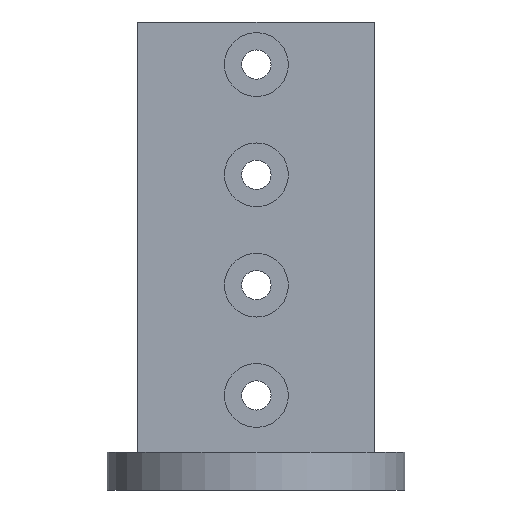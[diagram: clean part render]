
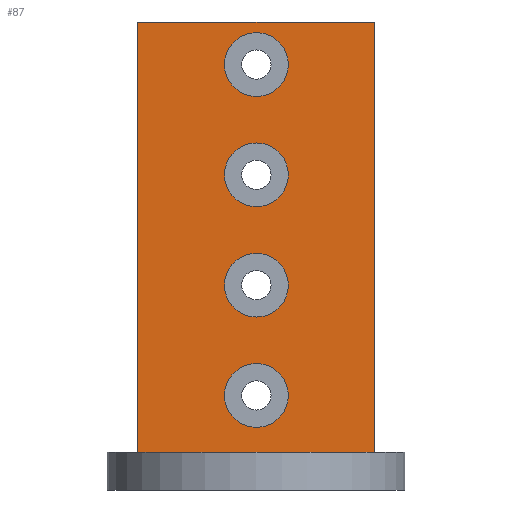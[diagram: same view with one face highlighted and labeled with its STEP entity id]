
A CAD part, front view. The second image highlights one B-rep face of the part: STEP entity #87.
In plain terms, the highlighted planar face has unit normal (0, -1, 0).
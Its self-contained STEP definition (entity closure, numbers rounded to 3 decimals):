
#7 = AXIS2_PLACEMENT_3D ( 'NONE', #604, #1126, #923 ) ;
#39 = VERTEX_POINT ( 'NONE', #1121 ) ;
#66 = VECTOR ( 'NONE', #78, 1000. ) ;
#73 = ORIENTED_EDGE ( 'NONE', *, *, #77, .F. ) ;
#77 = EDGE_CURVE ( 'NONE', #983, #449, #295, .T. ) ;
#78 = DIRECTION ( 'NONE',  ( 1., 0., 0. ) ) ;
#85 = AXIS2_PLACEMENT_3D ( 'NONE', #235, #1037, #554 ) ;
#86 = DIRECTION ( 'NONE',  ( 0., 0., -1. ) ) ;
#87 = ADVANCED_FACE ( 'NONE', ( #413, #510, #1318, #815, #1216 ), #307, .F. ) ;
#88 = LINE ( 'NONE', #411, #859 ) ;
#94 = DIRECTION ( 'NONE',  ( 0., 0., -1. ) ) ;
#131 = EDGE_CURVE ( 'NONE', #39, #1321, #863, .T. ) ;
#140 = VERTEX_POINT ( 'NONE', #535 ) ;
#151 = AXIS2_PLACEMENT_3D ( 'NONE', #1032, #205, #619 ) ;
#173 = VECTOR ( 'NONE', #187, 1000. ) ;
#183 = DIRECTION ( 'NONE',  ( 0., -1., 0. ) ) ;
#186 = ORIENTED_EDGE ( 'NONE', *, *, #385, .T. ) ;
#187 = DIRECTION ( 'NONE',  ( 0., 0., -1. ) ) ;
#196 = CARTESIAN_POINT ( 'NONE',  ( 25., 60.664, 99. ) ) ;
#205 = DIRECTION ( 'NONE',  ( 0., 1., 0. ) ) ;
#208 = CARTESIAN_POINT ( 'NONE',  ( -25., 60.664, 99. ) ) ;
#210 = EDGE_CURVE ( 'NONE', #696, #280, #841, .T. ) ;
#211 = ORIENTED_EDGE ( 'NONE', *, *, #233, .T. ) ;
#228 = CARTESIAN_POINT ( 'NONE',  ( -25., 60.664, 8. ) ) ;
#233 = EDGE_CURVE ( 'NONE', #735, #932, #442, .T. ) ;
#235 = CARTESIAN_POINT ( 'NONE',  ( 0.088, 60.664, 66.667 ) ) ;
#252 = EDGE_CURVE ( 'NONE', #1321, #39, #1088, .T. ) ;
#259 = CARTESIAN_POINT ( 'NONE',  ( 0.088, 60.664, 36.583 ) ) ;
#280 = VERTEX_POINT ( 'NONE', #259 ) ;
#290 = EDGE_LOOP ( 'NONE', ( #1185, #500 ) ) ;
#295 = LINE ( 'NONE', #196, #173 ) ;
#307 = PLANE ( 'NONE',  #151 ) ;
#340 = CARTESIAN_POINT ( 'NONE',  ( 0.088, 60.664, 26.75 ) ) ;
#385 = EDGE_CURVE ( 'NONE', #932, #449, #88, .T. ) ;
#391 = DIRECTION ( 'NONE',  ( 0., 0., -1. ) ) ;
#394 = ORIENTED_EDGE ( 'NONE', *, *, #131, .F. ) ;
#400 = CARTESIAN_POINT ( 'NONE',  ( 0.088, 60.664, 59.917 ) ) ;
#411 = CARTESIAN_POINT ( 'NONE',  ( -25., 60.664, 8. ) ) ;
#413 = FACE_BOUND ( 'NONE', #817, .T. ) ;
#415 = CARTESIAN_POINT ( 'NONE',  ( 0.088, 60.664, 20. ) ) ;
#442 = LINE ( 'NONE', #960, #524 ) ;
#449 = VERTEX_POINT ( 'NONE', #807 ) ;
#452 = VERTEX_POINT ( 'NONE', #340 ) ;
#463 = EDGE_LOOP ( 'NONE', ( #211, #186, #73, #568 ) ) ;
#467 = EDGE_LOOP ( 'NONE', ( #729, #1299 ) ) ;
#500 = ORIENTED_EDGE ( 'NONE', *, *, #871, .F. ) ;
#508 = DIRECTION ( 'NONE',  ( 1., 0., 0. ) ) ;
#510 = FACE_BOUND ( 'NONE', #290, .T. ) ;
#524 = VECTOR ( 'NONE', #847, 1000. ) ;
#527 = CIRCLE ( 'NONE', #596, 6.75 ) ;
#535 = CARTESIAN_POINT ( 'NONE',  ( 0.088, 60.664, 96.75 ) ) ;
#542 = CARTESIAN_POINT ( 'NONE',  ( 0.088, 60.664, 43.333 ) ) ;
#548 = CIRCLE ( 'NONE', #1284, 6.75 ) ;
#550 = ORIENTED_EDGE ( 'NONE', *, *, #252, .F. ) ;
#553 = ORIENTED_EDGE ( 'NONE', *, *, #865, .F. ) ;
#554 = DIRECTION ( 'NONE',  ( 0., 0., -1. ) ) ;
#568 = ORIENTED_EDGE ( 'NONE', *, *, #784, .F. ) ;
#596 = AXIS2_PLACEMENT_3D ( 'NONE', #607, #901, #86 ) ;
#604 = CARTESIAN_POINT ( 'NONE',  ( 0.088, 60.664, 90. ) ) ;
#607 = CARTESIAN_POINT ( 'NONE',  ( 0.088, 60.664, 20. ) ) ;
#609 = VERTEX_POINT ( 'NONE', #851 ) ;
#619 = DIRECTION ( 'NONE',  ( 0., 0., 1. ) ) ;
#632 = CARTESIAN_POINT ( 'NONE',  ( 25., 60.664, 99. ) ) ;
#664 = EDGE_LOOP ( 'NONE', ( #550, #394 ) ) ;
#696 = VERTEX_POINT ( 'NONE', #791 ) ;
#703 = CARTESIAN_POINT ( 'NONE',  ( 0.088, 60.664, 90. ) ) ;
#729 = ORIENTED_EDGE ( 'NONE', *, *, #933, .F. ) ;
#735 = VERTEX_POINT ( 'NONE', #1263 ) ;
#740 = CIRCLE ( 'NONE', #7, 6.75 ) ;
#767 = EDGE_CURVE ( 'NONE', #609, #452, #1069, .T. ) ;
#784 = EDGE_CURVE ( 'NONE', #735, #983, #799, .T. ) ;
#790 = EDGE_CURVE ( 'NONE', #140, #1137, #740, .T. ) ;
#791 = CARTESIAN_POINT ( 'NONE',  ( 0.088, 60.664, 50.083 ) ) ;
#799 = LINE ( 'NONE', #208, #66 ) ;
#807 = CARTESIAN_POINT ( 'NONE',  ( 25., 60.664, 8. ) ) ;
#815 = FACE_BOUND ( 'NONE', #664, .T. ) ;
#817 = EDGE_LOOP ( 'NONE', ( #553, #966 ) ) ;
#834 = CARTESIAN_POINT ( 'NONE',  ( 0.088, 60.664, 43.333 ) ) ;
#841 = CIRCLE ( 'NONE', #1257, 6.75 ) ;
#847 = DIRECTION ( 'NONE',  ( 0., 0., -1. ) ) ;
#851 = CARTESIAN_POINT ( 'NONE',  ( 0.088, 60.664, 13.25 ) ) ;
#859 = VECTOR ( 'NONE', #508, 1000. ) ;
#863 = CIRCLE ( 'NONE', #85, 6.75 ) ;
#865 = EDGE_CURVE ( 'NONE', #1137, #140, #996, .T. ) ;
#871 = EDGE_CURVE ( 'NONE', #452, #609, #527, .T. ) ;
#883 = DIRECTION ( 'NONE',  ( 0., -1., 0. ) ) ;
#901 = DIRECTION ( 'NONE',  ( 0., -1., 0. ) ) ;
#917 = DIRECTION ( 'NONE',  ( 0., -1., 0. ) ) ;
#923 = DIRECTION ( 'NONE',  ( 0., 0., -1. ) ) ;
#932 = VERTEX_POINT ( 'NONE', #228 ) ;
#933 = EDGE_CURVE ( 'NONE', #280, #696, #548, .T. ) ;
#936 = DIRECTION ( 'NONE',  ( 0., -1., 0. ) ) ;
#937 = DIRECTION ( 'NONE',  ( 0., -1., 0. ) ) ;
#944 = DIRECTION ( 'NONE',  ( 0., 0., -1. ) ) ;
#948 = DIRECTION ( 'NONE',  ( 0., 0., -1. ) ) ;
#960 = CARTESIAN_POINT ( 'NONE',  ( -25., 60.664, 99. ) ) ;
#966 = ORIENTED_EDGE ( 'NONE', *, *, #790, .F. ) ;
#975 = DIRECTION ( 'NONE',  ( 0., 0., -1. ) ) ;
#983 = VERTEX_POINT ( 'NONE', #632 ) ;
#992 = AXIS2_PLACEMENT_3D ( 'NONE', #1233, #883, #975 ) ;
#996 = CIRCLE ( 'NONE', #1092, 6.75 ) ;
#1032 = CARTESIAN_POINT ( 'NONE',  ( -25., 60.664, 99. ) ) ;
#1037 = DIRECTION ( 'NONE',  ( 0., -1., 0. ) ) ;
#1069 = CIRCLE ( 'NONE', #1241, 6.75 ) ;
#1088 = CIRCLE ( 'NONE', #992, 6.75 ) ;
#1092 = AXIS2_PLACEMENT_3D ( 'NONE', #703, #917, #94 ) ;
#1121 = CARTESIAN_POINT ( 'NONE',  ( 0.088, 60.664, 73.417 ) ) ;
#1126 = DIRECTION ( 'NONE',  ( 0., -1., 0. ) ) ;
#1137 = VERTEX_POINT ( 'NONE', #1171 ) ;
#1171 = CARTESIAN_POINT ( 'NONE',  ( 0.088, 60.664, 83.25 ) ) ;
#1185 = ORIENTED_EDGE ( 'NONE', *, *, #767, .F. ) ;
#1216 = FACE_OUTER_BOUND ( 'NONE', #463, .T. ) ;
#1233 = CARTESIAN_POINT ( 'NONE',  ( 0.088, 60.664, 66.667 ) ) ;
#1241 = AXIS2_PLACEMENT_3D ( 'NONE', #415, #183, #391 ) ;
#1257 = AXIS2_PLACEMENT_3D ( 'NONE', #542, #937, #948 ) ;
#1263 = CARTESIAN_POINT ( 'NONE',  ( -25., 60.664, 99. ) ) ;
#1284 = AXIS2_PLACEMENT_3D ( 'NONE', #834, #936, #944 ) ;
#1299 = ORIENTED_EDGE ( 'NONE', *, *, #210, .F. ) ;
#1318 = FACE_BOUND ( 'NONE', #467, .T. ) ;
#1321 = VERTEX_POINT ( 'NONE', #400 ) ;
